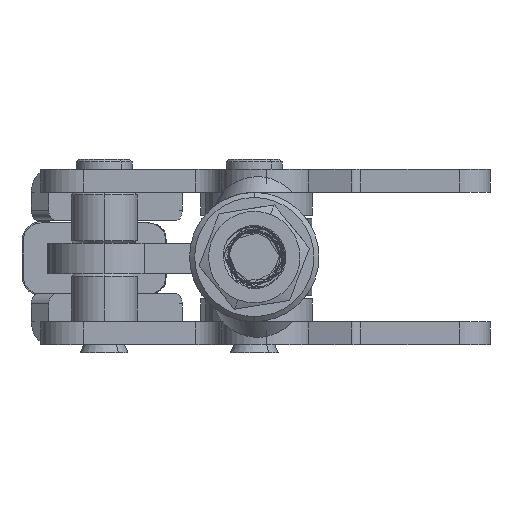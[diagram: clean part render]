
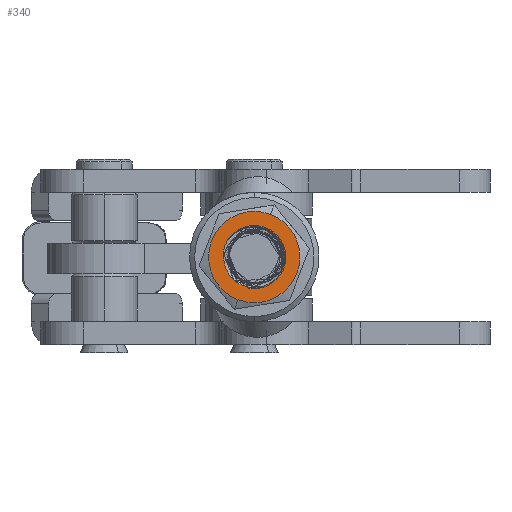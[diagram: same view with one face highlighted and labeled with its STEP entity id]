
A CAD part, left-side view. The second image highlights one B-rep face of the part: STEP entity #340.
In plain terms, the highlighted face is planar.
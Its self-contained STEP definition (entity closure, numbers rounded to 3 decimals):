
#268 = CARTESIAN_POINT ( 'NONE',  ( -1.638, 5.846, 0. ) ) ;
#340 = ADVANCED_FACE ( 'NONE', ( #20626, #6958 ), #39548, .F. ) ;
#1625 = DIRECTION ( 'NONE',  ( 0., 0., 1. ) ) ;
#1698 = DIRECTION ( 'NONE',  ( 1., 0., 0. ) ) ;
#1900 = CARTESIAN_POINT ( 'NONE',  ( 2.076, 5.67, 0. ) ) ;
#1907 = EDGE_LOOP ( 'NONE', ( #29793, #31271, #38823, #24175, #10747 ) ) ;
#2621 = AXIS2_PLACEMENT_3D ( 'NONE', #41883, #19154, #45694 ) ;
#3704 = VERTEX_POINT ( 'NONE', #22887 ) ;
#4116 = CARTESIAN_POINT ( 'NONE',  ( -2.202, 5.603, 0. ) ) ;
#5028 = AXIS2_PLACEMENT_3D ( 'NONE', #24403, #1625, #28245 ) ;
#5220 = EDGE_CURVE ( 'NONE', #30379, #23793, #32305, .T. ) ;
#5762 = CARTESIAN_POINT ( 'NONE',  ( 1.457, 5.91, 0. ) ) ;
#5929 = CARTESIAN_POINT ( 'NONE',  ( 6., 0., 0. ) ) ;
#6958 = FACE_OUTER_BOUND ( 'NONE', #37243, .T. ) ;
#6980 = CARTESIAN_POINT ( 'NONE',  ( 0., 0., 0. ) ) ;
#9372 = VERTEX_POINT ( 'NONE', #17739 ) ;
#9544 = DIRECTION ( 'NONE',  ( 0., 0., -1. ) ) ;
#9548 = CARTESIAN_POINT ( 'NONE',  ( 0.387, 6.169, 0. ) ) ;
#9630 = CARTESIAN_POINT ( 'NONE',  ( 0., 0., 0. ) ) ;
#10175 = AXIS2_PLACEMENT_3D ( 'NONE', #32321, #9544, #36139 ) ;
#10747 = ORIENTED_EDGE ( 'NONE', *, *, #25465, .T. ) ;
#10777 = DIRECTION ( 'NONE',  ( 1., 0., 0. ) ) ;
#13441 = DIRECTION ( 'NONE',  ( -1., 0., 0. ) ) ;
#13530 = CARTESIAN_POINT ( 'NONE',  ( 2.465, 5.47, 0. ) ) ;
#14817 = CARTESIAN_POINT ( 'NONE',  ( 8.97, 0., 0. ) ) ;
#15503 = CIRCLE ( 'NONE', #10175, 8.97 ) ;
#17739 = CARTESIAN_POINT ( 'NONE',  ( -0.057, 6.2, 0. ) ) ;
#19154 = DIRECTION ( 'NONE',  ( 0., 0., 1. ) ) ;
#19231 = CARTESIAN_POINT ( 'NONE',  ( -0.466, 6.164, 0. ) ) ;
#20626 = FACE_BOUND ( 'NONE', #1907, .T. ) ;
#20879 = CARTESIAN_POINT ( 'NONE',  ( 2.465, 5.47, 0. ) ) ;
#21288 = VERTEX_POINT ( 'NONE', #13530 ) ;
#22887 = CARTESIAN_POINT ( 'NONE',  ( -6., 0., 0. ) ) ;
#23055 = CARTESIAN_POINT ( 'NONE',  ( -1.447, 5.914, 0. ) ) ;
#23134 = CARTESIAN_POINT ( 'NONE',  ( -8.97, 0., 0. ) ) ;
#23377 = B_SPLINE_CURVE_WITH_KNOTS ( 'NONE', 3,
 ( #41948, #19231, #45763, #23055, #268, #26868, #4116, #30720 ),
 .UNSPECIFIED., .F., .F.,
 ( 4, 2, 2, 4 ),
 ( 0., 0.001, 0.002, 0.002 ),
 .UNSPECIFIED. ) ;
#23577 = VERTEX_POINT ( 'NONE', #29134 ) ;
#23793 = VERTEX_POINT ( 'NONE', #23134 ) ;
#24175 = ORIENTED_EDGE ( 'NONE', *, *, #30452, .T. ) ;
#24403 = CARTESIAN_POINT ( 'NONE',  ( 0., 0., 0. ) ) ;
#24469 = DIRECTION ( 'NONE',  ( 0., 0., 1. ) ) ;
#25465 = EDGE_CURVE ( 'NONE', #26910, #21288, #34329, .T. ) ;
#26547 = EDGE_CURVE ( 'NONE', #23577, #3704, #38382, .T. ) ;
#26868 = CARTESIAN_POINT ( 'NONE',  ( -2.016, 5.691, 0. ) ) ;
#26910 = VERTEX_POINT ( 'NONE', #5929 ) ;
#28035 = EDGE_CURVE ( 'NONE', #9372, #23577, #23377, .T. ) ;
#28245 = DIRECTION ( 'NONE',  ( 1., 0., 0. ) ) ;
#28520 = CARTESIAN_POINT ( 'NONE',  ( 1.668, 5.837, 0. ) ) ;
#29134 = CARTESIAN_POINT ( 'NONE',  ( -2.382, 5.507, 0. ) ) ;
#29793 = ORIENTED_EDGE ( 'NONE', *, *, #47593, .T. ) ;
#30379 = VERTEX_POINT ( 'NONE', #14817 ) ;
#30452 = EDGE_CURVE ( 'NONE', #3704, #26910, #31713, .T. ) ;
#30720 = CARTESIAN_POINT ( 'NONE',  ( -2.382, 5.507, 0. ) ) ;
#31271 = ORIENTED_EDGE ( 'NONE', *, *, #28035, .T. ) ;
#31713 = CIRCLE ( 'NONE', #2621, 6. ) ;
#31946 = CARTESIAN_POINT ( 'NONE',  ( 10.97, 0., 0. ) ) ;
#32305 = CIRCLE ( 'NONE', #35517, 8.97 ) ;
#32321 = CARTESIAN_POINT ( 'NONE',  ( 0., 0., 0. ) ) ;
#32325 = CARTESIAN_POINT ( 'NONE',  ( 0.82, 6.092, 0. ) ) ;
#33424 = ORIENTED_EDGE ( 'NONE', *, *, #35743, .T. ) ;
#33544 = DIRECTION ( 'NONE',  ( 0., 0., 1. ) ) ;
#34329 = CIRCLE ( 'NONE', #5028, 6. ) ;
#35517 = AXIS2_PLACEMENT_3D ( 'NONE', #9630, #36225, #13441 ) ;
#35743 = EDGE_CURVE ( 'NONE', #23793, #30379, #15503, .T. ) ;
#36139 = DIRECTION ( 'NONE',  ( -1., 0., 0. ) ) ;
#36143 = CARTESIAN_POINT ( 'NONE',  ( -0.057, 6.2, 0. ) ) ;
#36225 = DIRECTION ( 'NONE',  ( 0., 0., -1. ) ) ;
#36227 = AXIS2_PLACEMENT_3D ( 'NONE', #6980, #33544, #10777 ) ;
#37243 = EDGE_LOOP ( 'NONE', ( #46063, #33424 ) ) ;
#38382 = CIRCLE ( 'NONE', #36227, 6. ) ;
#38823 = ORIENTED_EDGE ( 'NONE', *, *, #26547, .T. ) ;
#39548 = PLANE ( 'NONE',  #43616 ) ;
#41883 = CARTESIAN_POINT ( 'NONE',  ( 0., 0., 0. ) ) ;
#41948 = CARTESIAN_POINT ( 'NONE',  ( -0.057, 6.2, 0. ) ) ;
#43616 = AXIS2_PLACEMENT_3D ( 'NONE', #31946, #24469, #1698 ) ;
#44980 = B_SPLINE_CURVE_WITH_KNOTS ( 'NONE', 3,
 ( #20879, #47377, #1900, #28520, #5762, #32325, #9548, #36143 ),
 .UNSPECIFIED., .F., .F.,
 ( 4, 2, 2, 4 ),
 ( 0.012, 0.012, 0.013, 0.014 ),
 .UNSPECIFIED. ) ;
#45694 = DIRECTION ( 'NONE',  ( 1., 0., 0. ) ) ;
#45763 = CARTESIAN_POINT ( 'NONE',  ( -0.864, 6.087, 0. ) ) ;
#46063 = ORIENTED_EDGE ( 'NONE', *, *, #5220, .T. ) ;
#47377 = CARTESIAN_POINT ( 'NONE',  ( 2.273, 5.575, 0. ) ) ;
#47593 = EDGE_CURVE ( 'NONE', #21288, #9372, #44980, .T. ) ;
